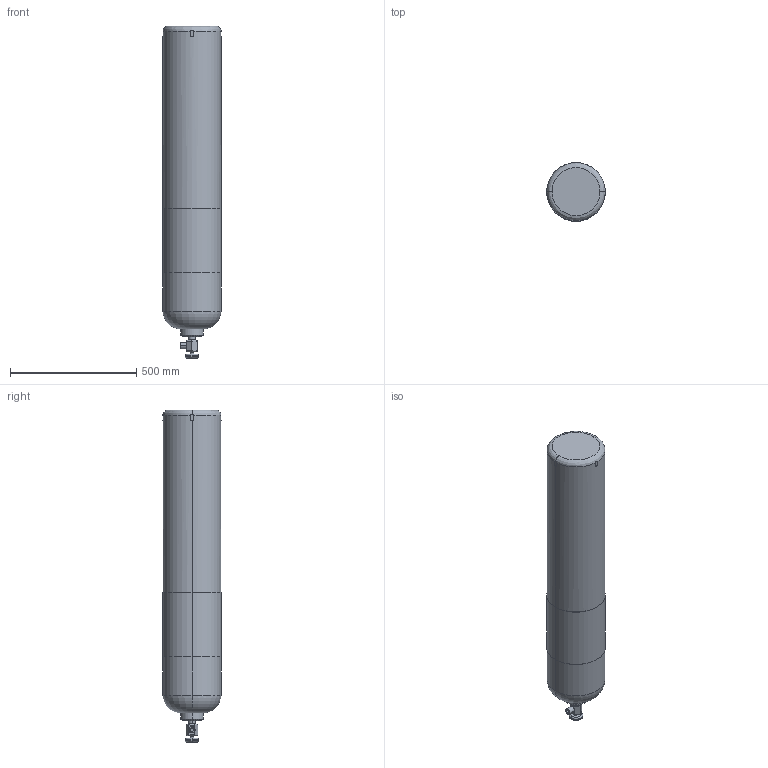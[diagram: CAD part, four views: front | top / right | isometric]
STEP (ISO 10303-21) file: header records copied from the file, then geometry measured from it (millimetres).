
FILE_DESCRIPTION (( 'STEP AP214' ), '1' );
FILE_NAME ('cylinder.STEP', '2015-03-30T14:17:15', ( '' ), ( '' ), 'SwSTEP 2.0', 'SolidWorks 2015', '' );
FILE_SCHEMA (( 'AUTOMOTIVE_DESIGN' ));
Length unit declared in the file: inch
Products named in the file (1): cylinder
Bounding box: 232.12 x 232.12 x 1315 mm (x, y, z)
Surface area: 949573.5 mm2 (no closed solid volume)
Topology: 0 solids, 3 shells, 78 faces, 171 edges, 106 vertices
Faces by surface type: cylinder 32, plane 29, torus 10, bspline 5, cone 2
Entity records: 3068 total; most frequent: CARTESIAN_POINT 674, DIRECTION 372, ORIENTED_EDGE 336, EDGE_CURVE 171, AXIS2_PLACEMENT_3D 152, VERTEX_POINT 106, EDGE_LOOP 87, FACE_OUTER_BOUND 78
